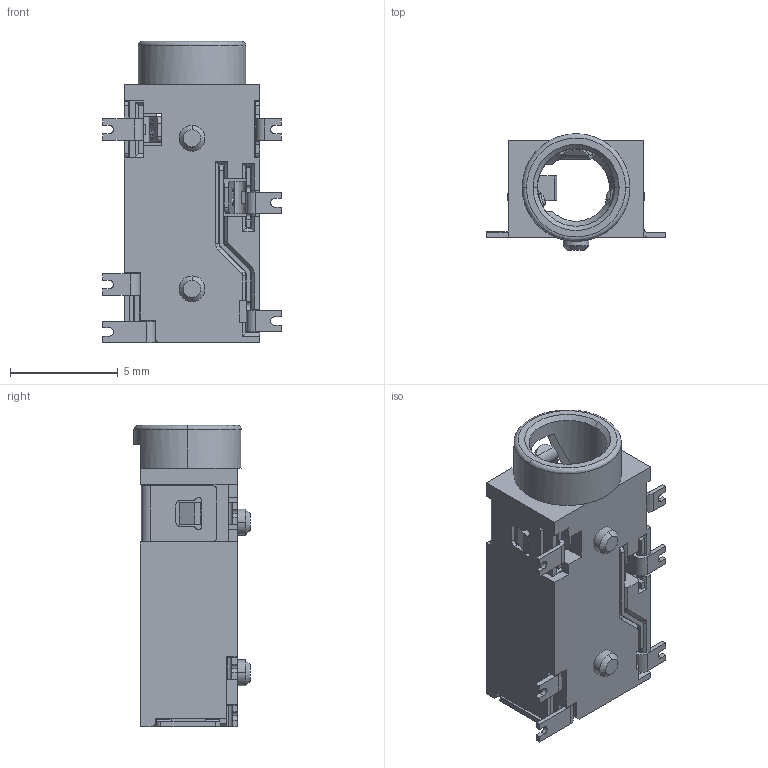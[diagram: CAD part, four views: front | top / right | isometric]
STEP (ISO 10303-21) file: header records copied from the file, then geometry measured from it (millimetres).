
FILE_DESCRIPTION(('FreeCAD Model'),'2;1');
FILE_NAME('Open CASCADE Shape Model','2021-12-08T10:36:40',('Author'),( ''),'Open CASCADE STEP processor 7.3','FreeCAD','Unknown');
FILE_SCHEMA(('AUTOMOTIVE_DESIGN { 1 0 10303 214 1 1 1 1 }'));
Length unit declared in the file: millimetre
Products named in the file (8): 54-00184; 54-00177; 54-00178; 54-00179; 54-00180; 54-00181; 54-00182; 54-00183
Assembly tree (7 placements, depth 2):
  54-00184
    54-00177
    54-00178
    54-00179
    54-00180
    54-00181
    54-00182
    54-00183
Bounding box: 8.3 x 5.4 x 14 mm (x, y, z)
Volume: 210.9 mm3; surface area: 852.6 mm2
Topology: 7 solids, 7 shells, 633 faces, 1760 edges, 1141 vertices
Faces by surface type: plane 402, cylinder 171, bspline 48, cone 12
Entity records: 21109 total; most frequent: CARTESIAN_POINT 4632, ORIENTED_EDGE 3520, DIRECTION 3290, EDGE_CURVE 1760, LINE 1272, VECTOR 1272, VERTEX_POINT 1141, AXIS2_PLACEMENT_3D 1009
